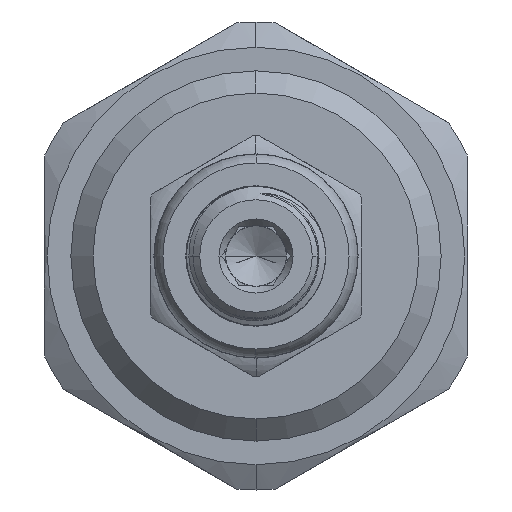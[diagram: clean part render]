
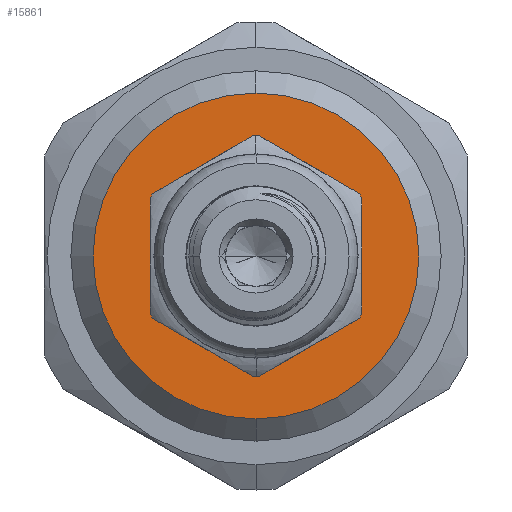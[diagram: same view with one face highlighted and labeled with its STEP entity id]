
A CAD part, left-side view. The second image highlights one B-rep face of the part: STEP entity #15861.
In plain terms, the highlighted planar face has unit normal (-1, 0, 0).
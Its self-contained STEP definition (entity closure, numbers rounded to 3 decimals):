
#617 = DIRECTION ( 'NONE',  ( 1., 0., 0. ) ) ;
#689 = EDGE_CURVE ( 'NONE', #873, #3161, #13412, .T. ) ;
#806 = EDGE_CURVE ( 'NONE', #10740, #16250, #10463, .T. ) ;
#873 = VERTEX_POINT ( 'NONE', #6265 ) ;
#1260 = CARTESIAN_POINT ( 'NONE',  ( 0., 0., 0. ) ) ;
#2419 = DIRECTION ( 'NONE',  ( 0., 0., 1. ) ) ;
#2539 = FACE_OUTER_BOUND ( 'NONE', #8934, .T. ) ;
#3161 = VERTEX_POINT ( 'NONE', #3172 ) ;
#3172 = CARTESIAN_POINT ( 'NONE',  ( 0., 0., -6.875 ) ) ;
#3338 = EDGE_CURVE ( 'NONE', #3161, #873, #15920, .T. ) ;
#4476 = ORIENTED_EDGE ( 'NONE', *, *, #5947, .F. ) ;
#4642 = DIRECTION ( 'NONE',  ( 0., 0., -1. ) ) ;
#4732 = FACE_BOUND ( 'NONE', #16032, .T. ) ;
#4805 = CARTESIAN_POINT ( 'NONE',  ( 0., 0., 0. ) ) ;
#4899 = AXIS2_PLACEMENT_3D ( 'NONE', #13924, #15331, #7701 ) ;
#5357 = ORIENTED_EDGE ( 'NONE', *, *, #3338, .T. ) ;
#5947 = EDGE_CURVE ( 'NONE', #16250, #10740, #16194, .T. ) ;
#6161 = DIRECTION ( 'NONE',  ( 0., 0., -1. ) ) ;
#6265 = CARTESIAN_POINT ( 'NONE',  ( 0., 0., 6.875 ) ) ;
#6385 = DIRECTION ( 'NONE',  ( -1., 0., 0. ) ) ;
#7190 = CARTESIAN_POINT ( 'NONE',  ( 0., 0., 0. ) ) ;
#7701 = DIRECTION ( 'NONE',  ( 0., 0., -1. ) ) ;
#8919 = CARTESIAN_POINT ( 'NONE',  ( 0., 0., 11. ) ) ;
#8934 = EDGE_LOOP ( 'NONE', ( #4476, #16223 ) ) ;
#9854 = DIRECTION ( 'NONE',  ( 1., 0., 0. ) ) ;
#10200 = AXIS2_PLACEMENT_3D ( 'NONE', #1260, #6385, #2419 ) ;
#10463 = CIRCLE ( 'NONE', #10542, 11. ) ;
#10542 = AXIS2_PLACEMENT_3D ( 'NONE', #4805, #9854, #6161 ) ;
#10719 = CARTESIAN_POINT ( 'NONE',  ( 0., 0., 0. ) ) ;
#10740 = VERTEX_POINT ( 'NONE', #8919 ) ;
#13253 = DIRECTION ( 'NONE',  ( 0., 0., -1. ) ) ;
#13279 = AXIS2_PLACEMENT_3D ( 'NONE', #7190, #16008, #4642 ) ;
#13412 = CIRCLE ( 'NONE', #15517, 6.875 ) ;
#13510 = CARTESIAN_POINT ( 'NONE',  ( 0., 0., -11. ) ) ;
#13523 = ORIENTED_EDGE ( 'NONE', *, *, #689, .T. ) ;
#13924 = CARTESIAN_POINT ( 'NONE',  ( 0., 0., 0. ) ) ;
#15127 = PLANE ( 'NONE',  #10200 ) ;
#15331 = DIRECTION ( 'NONE',  ( 1., 0., 0. ) ) ;
#15517 = AXIS2_PLACEMENT_3D ( 'NONE', #10719, #617, #13253 ) ;
#15861 = ADVANCED_FACE ( 'NONE', ( #4732, #2539 ), #15127, .T. ) ;
#15920 = CIRCLE ( 'NONE', #13279, 6.875 ) ;
#16008 = DIRECTION ( 'NONE',  ( 1., 0., 0. ) ) ;
#16032 = EDGE_LOOP ( 'NONE', ( #13523, #5357 ) ) ;
#16194 = CIRCLE ( 'NONE', #4899, 11. ) ;
#16223 = ORIENTED_EDGE ( 'NONE', *, *, #806, .F. ) ;
#16250 = VERTEX_POINT ( 'NONE', #13510 ) ;
